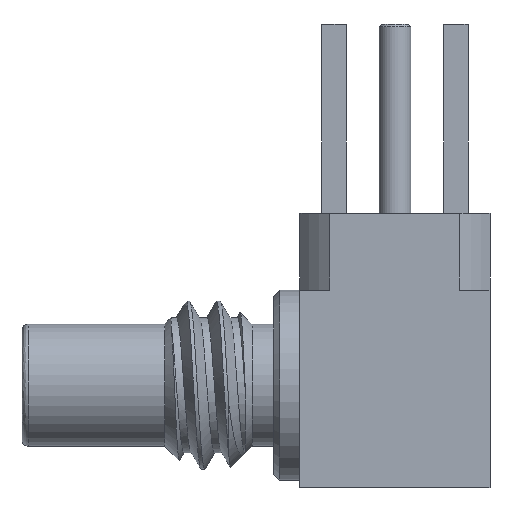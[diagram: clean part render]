
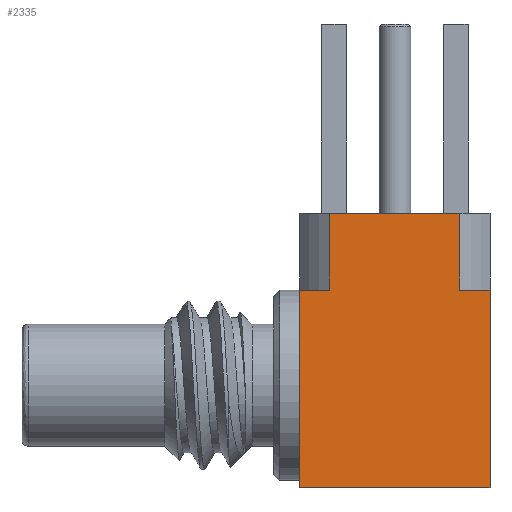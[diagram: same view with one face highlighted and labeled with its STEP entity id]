
A CAD part, front view. The second image highlights one B-rep face of the part: STEP entity #2335.
In plain terms, the highlighted planar face has unit normal (0, -1, 0).
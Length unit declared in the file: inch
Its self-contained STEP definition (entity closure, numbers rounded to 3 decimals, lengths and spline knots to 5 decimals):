
#8 = CARTESIAN_POINT ( 'NONE',  ( 0.384, -0.078, 0.078 ) ) ;
#59 = CARTESIAN_POINT ( 'NONE',  ( 0.35935, -0.078, 0.141 ) ) ;
#71 = EDGE_CURVE ( 'NONE', #1569, #896, #799, .T. ) ;
#168 = EDGE_CURVE ( 'NONE', #896, #494, #1903, .T. ) ;
#177 = VECTOR ( 'NONE', #2737, 39.37008 ) ;
#198 = VECTOR ( 'NONE', #3010, 39.37008 ) ;
#204 = DIRECTION ( 'NONE',  ( 0., 0., -1. ) ) ;
#212 = LINE ( 'NONE', #2447, #2282 ) ;
#242 = ORIENTED_EDGE ( 'NONE', *, *, #168, .F. ) ;
#284 = DIRECTION ( 'NONE',  ( 1., 0., 0. ) ) ;
#457 = LINE ( 'NONE', #1846, #3224 ) ;
#476 = VECTOR ( 'NONE', #3110, 39.37008 ) ;
#494 = VERTEX_POINT ( 'NONE', #666 ) ;
#550 = LINE ( 'NONE', #1444, #1898 ) ;
#577 = CARTESIAN_POINT ( 'NONE',  ( 0.384, -0.078, -0.084 ) ) ;
#606 = LINE ( 'NONE', #2311, #2619 ) ;
#666 = CARTESIAN_POINT ( 'NONE',  ( 0.35935, -0.078, 0.078 ) ) ;
#748 = DIRECTION ( 'NONE',  ( 1., 0., 0. ) ) ;
#767 = VERTEX_POINT ( 'NONE', #1203 ) ;
#778 = CARTESIAN_POINT ( 'NONE',  ( 0.228, -0.078, -0.084 ) ) ;
#799 = LINE ( 'NONE', #1100, #893 ) ;
#893 = VECTOR ( 'NONE', #284, 39.37008 ) ;
#896 = VERTEX_POINT ( 'NONE', #59 ) ;
#1095 = LINE ( 'NONE', #2552, #476 ) ;
#1100 = CARTESIAN_POINT ( 'NONE',  ( 0.228, -0.078, 0.141 ) ) ;
#1174 = FACE_OUTER_BOUND ( 'NONE', #3340, .T. ) ;
#1185 = EDGE_CURVE ( 'NONE', #2932, #3216, #1095, .T. ) ;
#1203 = CARTESIAN_POINT ( 'NONE',  ( 0.228, -0.078, 0.078 ) ) ;
#1354 = DIRECTION ( 'NONE',  ( 1., 0., 0. ) ) ;
#1418 = CARTESIAN_POINT ( 'NONE',  ( 0.35935, -0.078, 0.078 ) ) ;
#1434 = EDGE_CURVE ( 'NONE', #494, #2932, #606, .T. ) ;
#1444 = CARTESIAN_POINT ( 'NONE',  ( 0.25265, -0.078, 0.078 ) ) ;
#1560 = ORIENTED_EDGE ( 'NONE', *, *, #71, .F. ) ;
#1569 = VERTEX_POINT ( 'NONE', #2967 ) ;
#1638 = VECTOR ( 'NONE', #204, 39.37008 ) ;
#1653 = ORIENTED_EDGE ( 'NONE', *, *, #1434, .F. ) ;
#1846 = CARTESIAN_POINT ( 'NONE',  ( 0.228, -0.078, 0.141 ) ) ;
#1888 = EDGE_CURVE ( 'NONE', #3365, #1569, #550, .T. ) ;
#1898 = VECTOR ( 'NONE', #1987, 39.37008 ) ;
#1903 = LINE ( 'NONE', #1418, #198 ) ;
#1905 = ORIENTED_EDGE ( 'NONE', *, *, #3226, .F. ) ;
#1987 = DIRECTION ( 'NONE',  ( 0., 0., 1. ) ) ;
#2012 = ORIENTED_EDGE ( 'NONE', *, *, #1185, .F. ) ;
#2040 = CARTESIAN_POINT ( 'NONE',  ( 0.228, -0.078, 0.141 ) ) ;
#2054 = VERTEX_POINT ( 'NONE', #2073 ) ;
#2073 = CARTESIAN_POINT ( 'NONE',  ( 0.228, -0.078, 0. ) ) ;
#2107 = DIRECTION ( 'NONE',  ( 0., 0., -1. ) ) ;
#2123 = PLANE ( 'NONE',  #3393 ) ;
#2173 = EDGE_CURVE ( 'NONE', #2054, #3161, #2395, .T. ) ;
#2282 = VECTOR ( 'NONE', #1354, 39.37008 ) ;
#2311 = CARTESIAN_POINT ( 'NONE',  ( 0.228, -0.078, 0.078 ) ) ;
#2335 = ADVANCED_FACE ( 'NONE', ( #1174 ), #2123, .F. ) ;
#2395 = LINE ( 'NONE', #2040, #1638 ) ;
#2416 = ORIENTED_EDGE ( 'NONE', *, *, #1888, .F. ) ;
#2429 = ORIENTED_EDGE ( 'NONE', *, *, #2173, .T. ) ;
#2447 = CARTESIAN_POINT ( 'NONE',  ( 0.228, -0.078, 0.078 ) ) ;
#2552 = CARTESIAN_POINT ( 'NONE',  ( 0.384, -0.078, 0.141 ) ) ;
#2565 = EDGE_CURVE ( 'NONE', #3161, #3216, #3272, .T. ) ;
#2619 = VECTOR ( 'NONE', #748, 39.37008 ) ;
#2651 = CARTESIAN_POINT ( 'NONE',  ( 0.228, -0.078, 0.141 ) ) ;
#2737 = DIRECTION ( 'NONE',  ( 1., 0., 0. ) ) ;
#2807 = CARTESIAN_POINT ( 'NONE',  ( 0.25265, -0.078, 0.078 ) ) ;
#2882 = EDGE_CURVE ( 'NONE', #767, #2054, #457, .T. ) ;
#2926 = DIRECTION ( 'NONE',  ( 0., 1., 0. ) ) ;
#2932 = VERTEX_POINT ( 'NONE', #8 ) ;
#2938 = DIRECTION ( 'NONE',  ( 0., 0., 1. ) ) ;
#2967 = CARTESIAN_POINT ( 'NONE',  ( 0.25265, -0.078, 0.141 ) ) ;
#3010 = DIRECTION ( 'NONE',  ( 0., 0., -1. ) ) ;
#3050 = ORIENTED_EDGE ( 'NONE', *, *, #2882, .T. ) ;
#3052 = CARTESIAN_POINT ( 'NONE',  ( 0.228, -0.078, -0.084 ) ) ;
#3110 = DIRECTION ( 'NONE',  ( 0., 0., -1. ) ) ;
#3128 = ORIENTED_EDGE ( 'NONE', *, *, #2565, .T. ) ;
#3161 = VERTEX_POINT ( 'NONE', #778 ) ;
#3216 = VERTEX_POINT ( 'NONE', #577 ) ;
#3224 = VECTOR ( 'NONE', #2107, 39.37008 ) ;
#3226 = EDGE_CURVE ( 'NONE', #767, #3365, #212, .T. ) ;
#3272 = LINE ( 'NONE', #3052, #177 ) ;
#3340 = EDGE_LOOP ( 'NONE', ( #1905, #3050, #2429, #3128, #2012, #1653, #242, #1560, #2416 ) ) ;
#3365 = VERTEX_POINT ( 'NONE', #2807 ) ;
#3393 = AXIS2_PLACEMENT_3D ( 'NONE', #2651, #2926, #2938 ) ;
